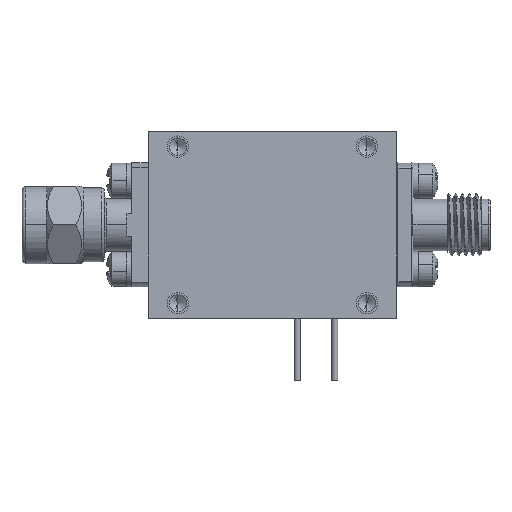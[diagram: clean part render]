
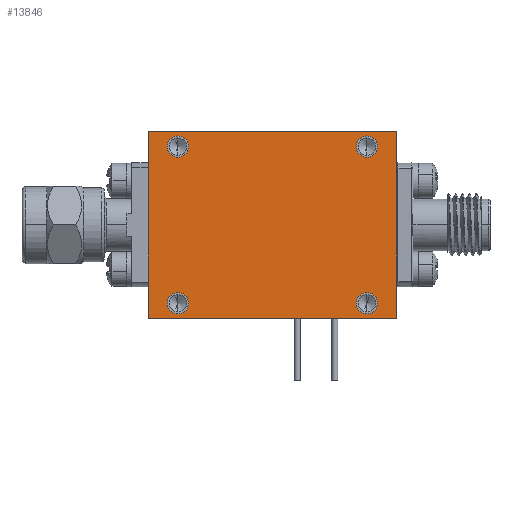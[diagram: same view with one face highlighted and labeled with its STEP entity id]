
A CAD part, front view. The second image highlights one B-rep face of the part: STEP entity #13846.
In plain terms, the highlighted planar face has unit normal (0, -1, 0).
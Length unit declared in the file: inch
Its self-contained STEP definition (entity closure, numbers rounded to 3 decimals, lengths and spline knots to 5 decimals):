
#243 = ORIENTED_EDGE ( 'NONE', *, *, #49095, .F. ) ;
#287 = CARTESIAN_POINT ( 'NONE',  ( -0.38, -0.125, 0.358 ) ) ;
#338 = LINE ( 'NONE', #4439, #29629 ) ;
#599 = EDGE_LOOP ( 'NONE', ( #18067, #34942, #25537, #15749 ) ) ;
#787 = EDGE_CURVE ( 'NONE', #15620, #15583, #338, .T. ) ;
#817 = EDGE_CURVE ( 'NONE', #26115, #22365, #5688, .T. ) ;
#884 = VECTOR ( 'NONE', #34655, 39.37008 ) ;
#1905 = FACE_BOUND ( 'NONE', #11197, .T. ) ;
#2632 = CIRCLE ( 'NONE', #20829, 0.043 ) ;
#3057 = EDGE_LOOP ( 'NONE', ( #3500, #26987 ) ) ;
#3459 = DIRECTION ( 'NONE',  ( 0., -1., 0. ) ) ;
#3500 = ORIENTED_EDGE ( 'NONE', *, *, #9313, .F. ) ;
#3652 = DIRECTION ( 'NONE',  ( 0., -1., 0. ) ) ;
#3658 = EDGE_CURVE ( 'NONE', #25903, #5640, #24746, .T. ) ;
#3837 = CARTESIAN_POINT ( 'NONE',  ( -0.5, -0.125, -0.375 ) ) ;
#4439 = CARTESIAN_POINT ( 'NONE',  ( -0.5, -0.125, 0.375 ) ) ;
#4872 = DIRECTION ( 'NONE',  ( 0., 0., 1. ) ) ;
#5640 = VERTEX_POINT ( 'NONE', #44540 ) ;
#5688 = CIRCLE ( 'NONE', #41993, 0.043 ) ;
#6241 = VERTEX_POINT ( 'NONE', #31305 ) ;
#7201 = CARTESIAN_POINT ( 'NONE',  ( 0.5, -0.125, 0.375 ) ) ;
#7361 = DIRECTION ( 'NONE',  ( 0., 0., -1. ) ) ;
#7542 = ORIENTED_EDGE ( 'NONE', *, *, #3658, .F. ) ;
#9313 = EDGE_CURVE ( 'NONE', #22365, #26115, #23174, .T. ) ;
#9954 = FACE_BOUND ( 'NONE', #19970, .T. ) ;
#10795 = VERTEX_POINT ( 'NONE', #20958 ) ;
#10978 = DIRECTION ( 'NONE',  ( 0., -1., 0. ) ) ;
#11197 = EDGE_LOOP ( 'NONE', ( #22179, #27073 ) ) ;
#11243 = DIRECTION ( 'NONE',  ( 0., 0., -1. ) ) ;
#11926 = DIRECTION ( 'NONE',  ( 0., 0., 1. ) ) ;
#12361 = CARTESIAN_POINT ( 'NONE',  ( 0.38, -0.125, 0.315 ) ) ;
#12696 = CARTESIAN_POINT ( 'NONE',  ( 0., -0.125, 0. ) ) ;
#12732 = VECTOR ( 'NONE', #11926, 39.37008 ) ;
#13846 = ADVANCED_FACE ( 'NONE', ( #17447, #1905, #9954, #33168, #13847 ), #29580, .F. ) ;
#13847 = FACE_OUTER_BOUND ( 'NONE', #599, .T. ) ;
#13853 = CARTESIAN_POINT ( 'NONE',  ( 0.38, -0.125, 0.272 ) ) ;
#14679 = EDGE_CURVE ( 'NONE', #5640, #25903, #18799, .T. ) ;
#14774 = VERTEX_POINT ( 'NONE', #45067 ) ;
#15583 = VERTEX_POINT ( 'NONE', #7201 ) ;
#15620 = VERTEX_POINT ( 'NONE', #37653 ) ;
#15749 = ORIENTED_EDGE ( 'NONE', *, *, #787, .F. ) ;
#16387 = DIRECTION ( 'NONE',  ( 0., -1., 0. ) ) ;
#16564 = DIRECTION ( 'NONE',  ( 0., 1., 0. ) ) ;
#17447 = FACE_BOUND ( 'NONE', #3057, .T. ) ;
#17705 = VERTEX_POINT ( 'NONE', #49555 ) ;
#18067 = ORIENTED_EDGE ( 'NONE', *, *, #23230, .F. ) ;
#18799 = CIRCLE ( 'NONE', #45955, 0.043 ) ;
#19970 = EDGE_LOOP ( 'NONE', ( #37211, #243 ) ) ;
#20500 = DIRECTION ( 'NONE',  ( 0., 0., -1. ) ) ;
#20559 = AXIS2_PLACEMENT_3D ( 'NONE', #46575, #10978, #23377 ) ;
#20829 = AXIS2_PLACEMENT_3D ( 'NONE', #30891, #3459, #46614 ) ;
#20958 = CARTESIAN_POINT ( 'NONE',  ( -0.38, -0.125, -0.272 ) ) ;
#22179 = ORIENTED_EDGE ( 'NONE', *, *, #31701, .F. ) ;
#22365 = VERTEX_POINT ( 'NONE', #29266 ) ;
#22583 = DIRECTION ( 'NONE',  ( 0., 0., -1. ) ) ;
#22836 = CARTESIAN_POINT ( 'NONE',  ( -0.38, -0.125, -0.315 ) ) ;
#23174 = CIRCLE ( 'NONE', #20559, 0.043 ) ;
#23230 = EDGE_CURVE ( 'NONE', #6241, #15620, #47247, .T. ) ;
#23377 = DIRECTION ( 'NONE',  ( 0., 0., -1. ) ) ;
#23898 = CARTESIAN_POINT ( 'NONE',  ( 0.38, -0.125, -0.358 ) ) ;
#24315 = CIRCLE ( 'NONE', #47381, 0.043 ) ;
#24487 = DIRECTION ( 'NONE',  ( 0., 0., -1. ) ) ;
#24746 = CIRCLE ( 'NONE', #31314, 0.043 ) ;
#24808 = ORIENTED_EDGE ( 'NONE', *, *, #14679, .F. ) ;
#25039 = EDGE_CURVE ( 'NONE', #15583, #14774, #26891, .T. ) ;
#25537 = ORIENTED_EDGE ( 'NONE', *, *, #25039, .F. ) ;
#25903 = VERTEX_POINT ( 'NONE', #13853 ) ;
#26115 = VERTEX_POINT ( 'NONE', #287 ) ;
#26452 = LINE ( 'NONE', #46285, #884 ) ;
#26891 = LINE ( 'NONE', #45445, #28879 ) ;
#26987 = ORIENTED_EDGE ( 'NONE', *, *, #817, .F. ) ;
#27073 = ORIENTED_EDGE ( 'NONE', *, *, #40292, .F. ) ;
#27532 = CARTESIAN_POINT ( 'NONE',  ( 0.38, -0.125, -0.315 ) ) ;
#28109 = CARTESIAN_POINT ( 'NONE',  ( -0.38, -0.125, -0.358 ) ) ;
#28879 = VECTOR ( 'NONE', #29980, 39.37008 ) ;
#29191 = CIRCLE ( 'NONE', #41538, 0.043 ) ;
#29266 = CARTESIAN_POINT ( 'NONE',  ( -0.38, -0.125, 0.272 ) ) ;
#29580 = PLANE ( 'NONE',  #35245 ) ;
#29629 = VECTOR ( 'NONE', #40094, 39.37008 ) ;
#29980 = DIRECTION ( 'NONE',  ( 0., 0., -1. ) ) ;
#30891 = CARTESIAN_POINT ( 'NONE',  ( -0.38, -0.125, -0.315 ) ) ;
#31305 = CARTESIAN_POINT ( 'NONE',  ( -0.5, -0.125, -0.375 ) ) ;
#31314 = AXIS2_PLACEMENT_3D ( 'NONE', #38692, #42605, #49809 ) ;
#31701 = EDGE_CURVE ( 'NONE', #33081, #10795, #38191, .T. ) ;
#33081 = VERTEX_POINT ( 'NONE', #28109 ) ;
#33168 = FACE_BOUND ( 'NONE', #41477, .T. ) ;
#33292 = EDGE_CURVE ( 'NONE', #49683, #17705, #29191, .T. ) ;
#34655 = DIRECTION ( 'NONE',  ( -1., 0., 0. ) ) ;
#34942 = ORIENTED_EDGE ( 'NONE', *, *, #37909, .F. ) ;
#35245 = AXIS2_PLACEMENT_3D ( 'NONE', #12696, #16564, #4872 ) ;
#35966 = CARTESIAN_POINT ( 'NONE',  ( -0.38, -0.125, 0.315 ) ) ;
#37211 = ORIENTED_EDGE ( 'NONE', *, *, #33292, .F. ) ;
#37653 = CARTESIAN_POINT ( 'NONE',  ( -0.5, -0.125, 0.375 ) ) ;
#37909 = EDGE_CURVE ( 'NONE', #14774, #6241, #26452, .T. ) ;
#38191 = CIRCLE ( 'NONE', #42355, 0.043 ) ;
#38692 = CARTESIAN_POINT ( 'NONE',  ( 0.38, -0.125, 0.315 ) ) ;
#40094 = DIRECTION ( 'NONE',  ( 1., 0., 0. ) ) ;
#40292 = EDGE_CURVE ( 'NONE', #10795, #33081, #2632, .T. ) ;
#41477 = EDGE_LOOP ( 'NONE', ( #7542, #24808 ) ) ;
#41538 = AXIS2_PLACEMENT_3D ( 'NONE', #46850, #42485, #11243 ) ;
#41993 = AXIS2_PLACEMENT_3D ( 'NONE', #35966, #16387, #20500 ) ;
#42355 = AXIS2_PLACEMENT_3D ( 'NONE', #22836, #3652, #22583 ) ;
#42485 = DIRECTION ( 'NONE',  ( 0., -1., 0. ) ) ;
#42605 = DIRECTION ( 'NONE',  ( 0., -1., 0. ) ) ;
#44540 = CARTESIAN_POINT ( 'NONE',  ( 0.38, -0.125, 0.358 ) ) ;
#45067 = CARTESIAN_POINT ( 'NONE',  ( 0.5, -0.125, -0.375 ) ) ;
#45445 = CARTESIAN_POINT ( 'NONE',  ( 0.5, -0.125, -0.375 ) ) ;
#45955 = AXIS2_PLACEMENT_3D ( 'NONE', #12361, #48434, #24487 ) ;
#46285 = CARTESIAN_POINT ( 'NONE',  ( -0.5, -0.125, -0.375 ) ) ;
#46575 = CARTESIAN_POINT ( 'NONE',  ( -0.38, -0.125, 0.315 ) ) ;
#46592 = DIRECTION ( 'NONE',  ( 0., -1., 0. ) ) ;
#46614 = DIRECTION ( 'NONE',  ( 0., 0., -1. ) ) ;
#46850 = CARTESIAN_POINT ( 'NONE',  ( 0.38, -0.125, -0.315 ) ) ;
#47247 = LINE ( 'NONE', #3837, #12732 ) ;
#47381 = AXIS2_PLACEMENT_3D ( 'NONE', #27532, #46592, #7361 ) ;
#48434 = DIRECTION ( 'NONE',  ( 0., -1., 0. ) ) ;
#49095 = EDGE_CURVE ( 'NONE', #17705, #49683, #24315, .T. ) ;
#49555 = CARTESIAN_POINT ( 'NONE',  ( 0.38, -0.125, -0.272 ) ) ;
#49683 = VERTEX_POINT ( 'NONE', #23898 ) ;
#49809 = DIRECTION ( 'NONE',  ( 0., 0., -1. ) ) ;
